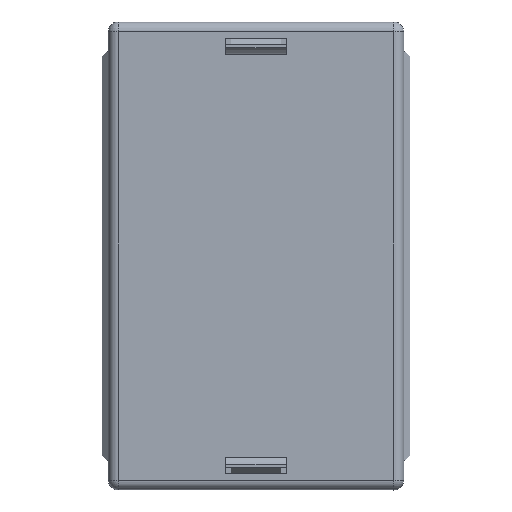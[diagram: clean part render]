
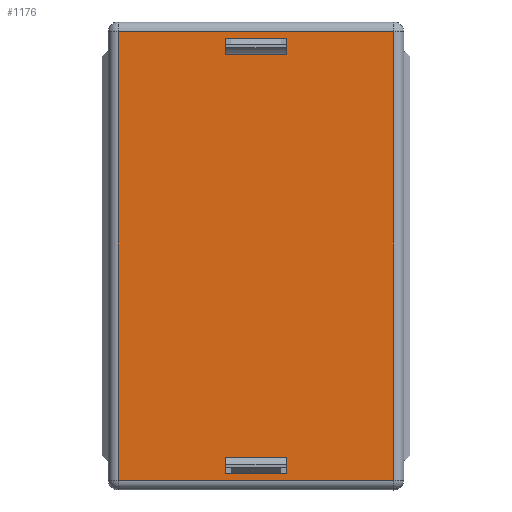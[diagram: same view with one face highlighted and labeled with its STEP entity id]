
A CAD part, top view. The second image highlights one B-rep face of the part: STEP entity #1176.
In plain terms, the highlighted face is planar.
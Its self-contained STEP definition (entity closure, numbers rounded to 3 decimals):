
#77 = EDGE_CURVE ( 'NONE', #1773, #1771, #2919, .T. ) ;
#81 = EDGE_CURVE ( 'NONE', #1771, #1757, #2931, .T. ) ;
#82 = EDGE_CURVE ( 'NONE', #1772, #1763, #2934, .T. ) ;
#83 = EDGE_CURVE ( 'NONE', #1761, #1772, #2937, .T. ) ;
#241 = EDGE_CURVE ( 'NONE', #1754, #1747, #3301, .T. ) ;
#257 = EDGE_CURVE ( 'NONE', #1757, #1755, #3349, .T. ) ;
#259 = EDGE_CURVE ( 'NONE', #1755, #1773, #3355, .T. ) ;
#260 = EDGE_CURVE ( 'NONE', #1759, #1760, #3358, .T. ) ;
#261 = EDGE_CURVE ( 'NONE', #1769, #1761, #3361, .T. ) ;
#262 = EDGE_CURVE ( 'NONE', #1747, #1759, #3364, .T. ) ;
#263 = EDGE_CURVE ( 'NONE', #1760, #1754, #3367, .T. ) ;
#267 = EDGE_CURVE ( 'NONE', #1763, #1769, #3379, .T. ) ;
#551 = FACE_BOUND ( 'NONE', #2305, .T. ) ;
#556 = FACE_BOUND ( 'NONE', #2286, .T. ) ;
#559 = FACE_OUTER_BOUND ( 'NONE', #2310, .T. ) ;
#568 = AXIS2_PLACEMENT_3D ( 'NONE', #1252, #1253, #1254 ) ;
#683 = VECTOR ( 'NONE', #3351, 1000. ) ;
#685 = VECTOR ( 'NONE', #3357, 1000. ) ;
#686 = VECTOR ( 'NONE', #3360, 1000. ) ;
#687 = VECTOR ( 'NONE', #3363, 1000. ) ;
#689 = VECTOR ( 'NONE', #3369, 1000. ) ;
#690 = VECTOR ( 'NONE', #3366, 1000. ) ;
#792 = VECTOR ( 'NONE', #2939, 1000. ) ;
#794 = VECTOR ( 'NONE', #2936, 1000. ) ;
#795 = VECTOR ( 'NONE', #2933, 1000. ) ;
#799 = VECTOR ( 'NONE', #2921, 1000. ) ;
#848 = VECTOR ( 'NONE', #3381, 1000. ) ;
#987 = VECTOR ( 'NONE', #3303, 1000. ) ;
#1176 = ADVANCED_FACE ( 'NONE', ( #559, #556, #551 ), #1251, .T. ) ;
#1251 = PLANE ( 'NONE',  #568 ) ;
#1252 = CARTESIAN_POINT ( 'NONE',  ( 12., 19., 0. ) ) ;
#1253 = DIRECTION ( 'NONE',  ( 0., 0., -1. ) ) ;
#1254 = DIRECTION ( 'NONE',  ( -1., 0., 0. ) ) ;
#1346 = CARTESIAN_POINT ( 'NONE',  ( -11.2, -18.2, 0. ) ) ;
#1352 = CARTESIAN_POINT ( 'NONE',  ( 11.2, -18.2, 0. ) ) ;
#1353 = CARTESIAN_POINT ( 'NONE',  ( -2.5, 16.4, 0. ) ) ;
#1355 = CARTESIAN_POINT ( 'NONE',  ( 2.5, 16.4, 0. ) ) ;
#1357 = CARTESIAN_POINT ( 'NONE',  ( -11.2, 18.2, 0. ) ) ;
#1358 = CARTESIAN_POINT ( 'NONE',  ( 11.2, 18.2, 0. ) ) ;
#1359 = CARTESIAN_POINT ( 'NONE',  ( 2.5, -16.4, 0. ) ) ;
#1361 = CARTESIAN_POINT ( 'NONE',  ( -2.5, -17.7, 0. ) ) ;
#1367 = CARTESIAN_POINT ( 'NONE',  ( -2.5, -16.4, 0. ) ) ;
#1369 = CARTESIAN_POINT ( 'NONE',  ( 2.5, 17.7, 0. ) ) ;
#1370 = CARTESIAN_POINT ( 'NONE',  ( 2.5, -17.7, 0. ) ) ;
#1371 = CARTESIAN_POINT ( 'NONE',  ( -2.5, 17.7, 0. ) ) ;
#1747 = VERTEX_POINT ( 'NONE', #1346 ) ;
#1754 = VERTEX_POINT ( 'NONE', #1352 ) ;
#1755 = VERTEX_POINT ( 'NONE', #1353 ) ;
#1757 = VERTEX_POINT ( 'NONE', #1355 ) ;
#1759 = VERTEX_POINT ( 'NONE', #1357 ) ;
#1760 = VERTEX_POINT ( 'NONE', #1358 ) ;
#1761 = VERTEX_POINT ( 'NONE', #1359 ) ;
#1763 = VERTEX_POINT ( 'NONE', #1361 ) ;
#1769 = VERTEX_POINT ( 'NONE', #1367 ) ;
#1771 = VERTEX_POINT ( 'NONE', #1369 ) ;
#1772 = VERTEX_POINT ( 'NONE', #1370 ) ;
#1773 = VERTEX_POINT ( 'NONE', #1371 ) ;
#2213 = ORIENTED_EDGE ( 'NONE', *, *, #83, .F. ) ;
#2214 = ORIENTED_EDGE ( 'NONE', *, *, #267, .F. ) ;
#2215 = ORIENTED_EDGE ( 'NONE', *, *, #82, .F. ) ;
#2219 = ORIENTED_EDGE ( 'NONE', *, *, #263, .T. ) ;
#2241 = ORIENTED_EDGE ( 'NONE', *, *, #257, .F. ) ;
#2242 = ORIENTED_EDGE ( 'NONE', *, *, #241, .T. ) ;
#2243 = ORIENTED_EDGE ( 'NONE', *, *, #81, .F. ) ;
#2246 = ORIENTED_EDGE ( 'NONE', *, *, #261, .F. ) ;
#2247 = ORIENTED_EDGE ( 'NONE', *, *, #259, .F. ) ;
#2248 = ORIENTED_EDGE ( 'NONE', *, *, #262, .T. ) ;
#2250 = ORIENTED_EDGE ( 'NONE', *, *, #260, .T. ) ;
#2251 = ORIENTED_EDGE ( 'NONE', *, *, #77, .F. ) ;
#2286 = EDGE_LOOP ( 'NONE', ( #2246, #2214, #2215, #2213 ) ) ;
#2305 = EDGE_LOOP ( 'NONE', ( #2243, #2251, #2247, #2241 ) ) ;
#2310 = EDGE_LOOP ( 'NONE', ( #2219, #2242, #2248, #2250 ) ) ;
#2919 = LINE ( 'NONE', #2920, #799 ) ;
#2920 = CARTESIAN_POINT ( 'NONE',  ( 2.5, 17.7, 0. ) ) ;
#2921 = DIRECTION ( 'NONE',  ( 1., 0., 0. ) ) ;
#2931 = LINE ( 'NONE', #2932, #795 ) ;
#2932 = CARTESIAN_POINT ( 'NONE',  ( 2.5, 17.7, 0. ) ) ;
#2933 = DIRECTION ( 'NONE',  ( 0., -1., 0. ) ) ;
#2934 = LINE ( 'NONE', #2935, #794 ) ;
#2935 = CARTESIAN_POINT ( 'NONE',  ( 2.5, -17.7, 0. ) ) ;
#2936 = DIRECTION ( 'NONE',  ( -1., 0., 0. ) ) ;
#2937 = LINE ( 'NONE', #2938, #792 ) ;
#2938 = CARTESIAN_POINT ( 'NONE',  ( 2.5, -17.7, 0. ) ) ;
#2939 = DIRECTION ( 'NONE',  ( 0., -1., 0. ) ) ;
#3301 = LINE ( 'NONE', #3302, #987 ) ;
#3302 = CARTESIAN_POINT ( 'NONE',  ( -12., -18.2, 0. ) ) ;
#3303 = DIRECTION ( 'NONE',  ( -1., 0., 0. ) ) ;
#3349 = LINE ( 'NONE', #3350, #683 ) ;
#3350 = CARTESIAN_POINT ( 'NONE',  ( 2.5, 16.4, 0. ) ) ;
#3351 = DIRECTION ( 'NONE',  ( -1., 0., 0. ) ) ;
#3355 = LINE ( 'NONE', #3356, #685 ) ;
#3356 = CARTESIAN_POINT ( 'NONE',  ( -2.5, 16.4, 0. ) ) ;
#3357 = DIRECTION ( 'NONE',  ( 0., 1., 0. ) ) ;
#3358 = LINE ( 'NONE', #3359, #686 ) ;
#3359 = CARTESIAN_POINT ( 'NONE',  ( 12., 18.2, 0. ) ) ;
#3360 = DIRECTION ( 'NONE',  ( 1., 0., 0. ) ) ;
#3361 = LINE ( 'NONE', #3362, #687 ) ;
#3362 = CARTESIAN_POINT ( 'NONE',  ( 2.5, -16.4, 0. ) ) ;
#3363 = DIRECTION ( 'NONE',  ( 1., 0., 0. ) ) ;
#3364 = LINE ( 'NONE', #3365, #690 ) ;
#3365 = CARTESIAN_POINT ( 'NONE',  ( -11.2, 19., 0. ) ) ;
#3366 = DIRECTION ( 'NONE',  ( 0., 1., 0. ) ) ;
#3367 = LINE ( 'NONE', #3368, #689 ) ;
#3368 = CARTESIAN_POINT ( 'NONE',  ( 11.2, 19., 0. ) ) ;
#3369 = DIRECTION ( 'NONE',  ( 0., -1., 0. ) ) ;
#3379 = LINE ( 'NONE', #3380, #848 ) ;
#3380 = CARTESIAN_POINT ( 'NONE',  ( -2.5, -16.4, 0. ) ) ;
#3381 = DIRECTION ( 'NONE',  ( 0., 1., 0. ) ) ;
